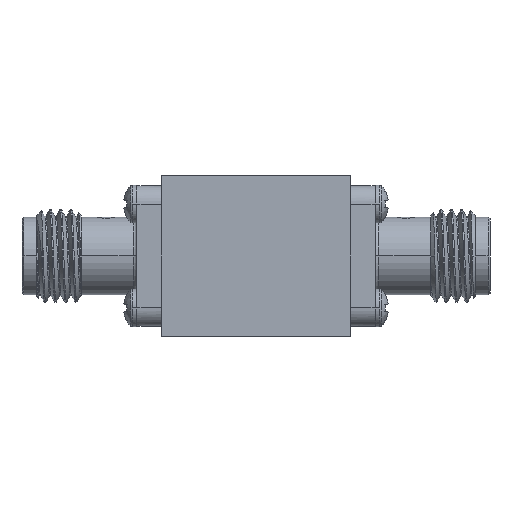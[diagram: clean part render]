
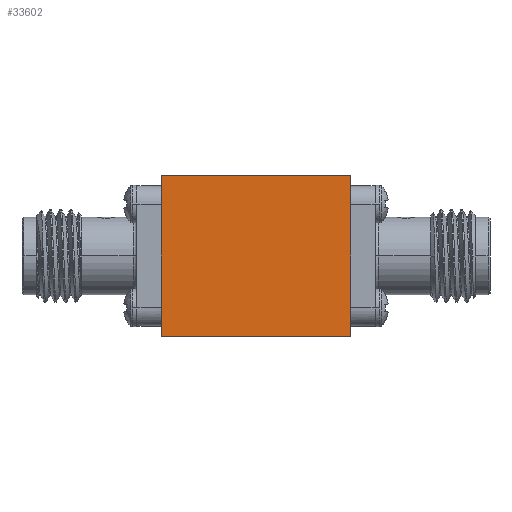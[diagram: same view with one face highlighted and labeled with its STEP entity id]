
A CAD part, left-side view. The second image highlights one B-rep face of the part: STEP entity #33602.
In plain terms, the highlighted planar face has unit normal (-1, 0, 0).
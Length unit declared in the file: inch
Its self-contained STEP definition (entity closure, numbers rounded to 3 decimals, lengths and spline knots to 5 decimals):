
#6 = VECTOR ( 'NONE', #15859, 39.37008 ) ;
#37 = DIRECTION ( 'NONE',  ( 0., -1., 0. ) ) ;
#890 = FACE_OUTER_BOUND ( 'NONE', #30728, .T. ) ;
#928 = DIRECTION ( 'NONE',  ( 0., -1., 0. ) ) ;
#1699 = CARTESIAN_POINT ( 'NONE',  ( -0.84055, 0.25591, 0.21654 ) ) ;
#2046 = LINE ( 'NONE', #1699, #6 ) ;
#4134 = EDGE_CURVE ( 'NONE', #9239, #15818, #2046, .T. ) ;
#5947 = VERTEX_POINT ( 'NONE', #7050 ) ;
#7050 = CARTESIAN_POINT ( 'NONE',  ( -0.84055, -0.25591, -0.21654 ) ) ;
#8108 = LINE ( 'NONE', #16292, #24766 ) ;
#8266 = EDGE_CURVE ( 'NONE', #15818, #5947, #25477, .T. ) ;
#9239 = VERTEX_POINT ( 'NONE', #15677 ) ;
#11954 = DIRECTION ( 'NONE',  ( 1., 0., 0. ) ) ;
#12689 = CARTESIAN_POINT ( 'NONE',  ( -0.84055, -0.25591, 0.21654 ) ) ;
#12859 = ORIENTED_EDGE ( 'NONE', *, *, #8266, .T. ) ;
#13011 = DIRECTION ( 'NONE',  ( 0., 0., -1. ) ) ;
#13086 = EDGE_CURVE ( 'NONE', #34763, #5947, #8108, .T. ) ;
#14735 = CARTESIAN_POINT ( 'NONE',  ( -0.84055, -0.25591, 0.21654 ) ) ;
#15677 = CARTESIAN_POINT ( 'NONE',  ( -0.84055, 0.25591, 0.21654 ) ) ;
#15818 = VERTEX_POINT ( 'NONE', #25569 ) ;
#15859 = DIRECTION ( 'NONE',  ( 0., 0., -1. ) ) ;
#15943 = AXIS2_PLACEMENT_3D ( 'NONE', #23931, #11954, #13011 ) ;
#16292 = CARTESIAN_POINT ( 'NONE',  ( -0.84055, -0.25591, 0.21654 ) ) ;
#19190 = DIRECTION ( 'NONE',  ( 0., 0., -1. ) ) ;
#19217 = VECTOR ( 'NONE', #37, 39.37008 ) ;
#22202 = CARTESIAN_POINT ( 'NONE',  ( -0.84055, -0.25591, -0.21654 ) ) ;
#22680 = VECTOR ( 'NONE', #928, 39.37008 ) ;
#23255 = ORIENTED_EDGE ( 'NONE', *, *, #4134, .T. ) ;
#23931 = CARTESIAN_POINT ( 'NONE',  ( -0.84055, -0.25591, 0.21654 ) ) ;
#24766 = VECTOR ( 'NONE', #19190, 39.37008 ) ;
#25126 = EDGE_CURVE ( 'NONE', #9239, #34763, #28576, .T. ) ;
#25477 = LINE ( 'NONE', #22202, #19217 ) ;
#25569 = CARTESIAN_POINT ( 'NONE',  ( -0.84055, 0.25591, -0.21654 ) ) ;
#28576 = LINE ( 'NONE', #14735, #22680 ) ;
#29214 = ORIENTED_EDGE ( 'NONE', *, *, #13086, .F. ) ;
#30728 = EDGE_LOOP ( 'NONE', ( #12859, #29214, #34131, #23255 ) ) ;
#32672 = PLANE ( 'NONE',  #15943 ) ;
#33602 = ADVANCED_FACE ( 'NONE', ( #890 ), #32672, .F. ) ;
#34131 = ORIENTED_EDGE ( 'NONE', *, *, #25126, .F. ) ;
#34763 = VERTEX_POINT ( 'NONE', #12689 ) ;
